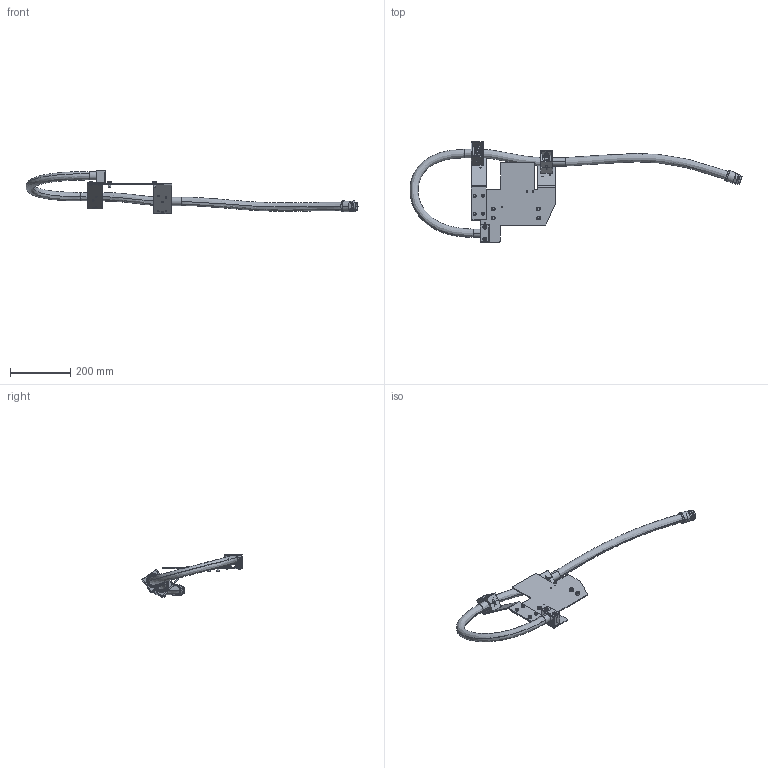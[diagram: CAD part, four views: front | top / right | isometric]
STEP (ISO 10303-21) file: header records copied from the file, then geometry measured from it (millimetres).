
FILE_DESCRIPTION (( 'STEP AP203' ), '1' );
FILE_NAME ('P2317.STEP', '2019-01-16T14:36:18', ( '' ), ( '' ), 'SwSTEP 2.0', 'SolidWorks 2017', '' );
FILE_SCHEMA (( 'CONFIG_CONTROL_DESIGN' ));
Length unit declared in the file: millimetre
Products named in the file (1): P2317
Bounding box: 1102.3 x 332.93 x 143.86 mm (x, y, z)
Volume: 676934.1 mm3; surface area: 471194 mm2
Topology: 34 solids, 34 shells, 1890 faces, 4658 edges, 2820 vertices
Faces by surface type: plane 566, cylinder 544, bspline 412, torus 204, cone 112, sphere 52
Entity records: 101121 total; most frequent: CARTESIAN_POINT 59082, ORIENTED_EDGE 9116, DIRECTION 8312, EDGE_CURVE 4558, AXIS2_PLACEMENT_3D 3245, VERTEX_POINT 2820, EDGE_LOOP 2060, ADVANCED_FACE 1890
